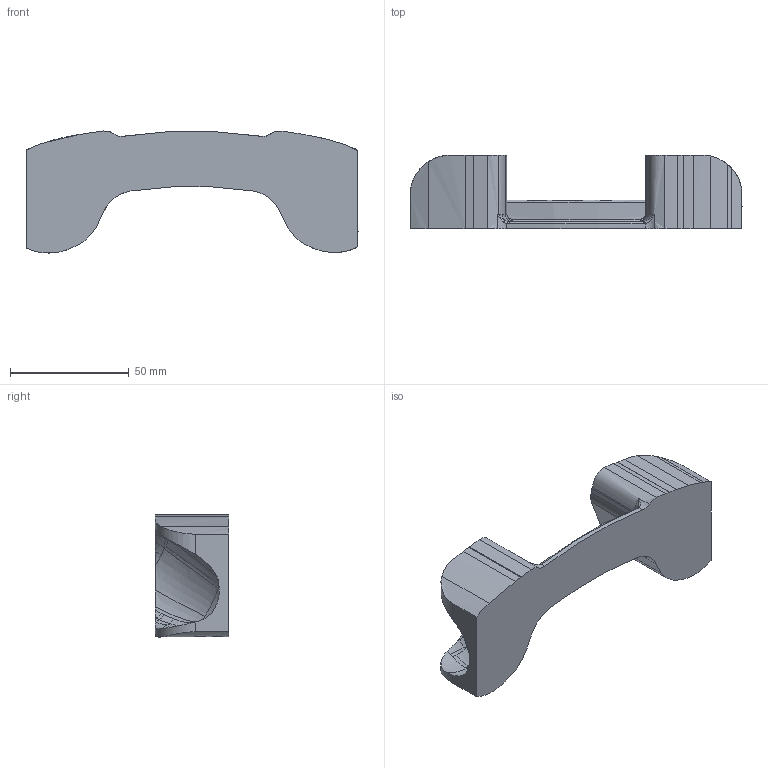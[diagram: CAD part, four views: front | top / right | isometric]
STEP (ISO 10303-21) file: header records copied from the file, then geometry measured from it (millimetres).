
FILE_DESCRIPTION(/* description */ (''),/* implementation_level */ '2;1');
FILE_NAME(/* name */ 'Xbox Controller Stand.step',/* time_stamp */ '2021-01-06T13:11:25-05:00',/* author */ (''),/* organization */ (''),/* preprocessor_version */ 'ST-DEVELOPER v18.1',/* originating_system */ 'Autodesk Translation Framework v9.7.1.1290',/* authorisation */ '');
FILE_SCHEMA (('AUTOMOTIVE_DESIGN { 1 0 10303 214 3 1 1 }'));
Products named in the file (1): Xbox Controller Stand
Bounding box: 139.91 x 31 x 51.44 mm (x, y, z)
Volume: 63615.4 mm3; surface area: 20867.4 mm2
Topology: 1 solids, 1 shells, 280 faces, 888 edges, 610 vertices
Faces by surface type: bspline 248, plane 18, cylinder 8, torus 6
Entity records: 62560 total; most frequent: CARTESIAN_POINT 56868, ORIENTED_EDGE 1768, EDGE_CURVE 884, B_SPLINE_CURVE_WITH_KNOTS 649, VERTEX_POINT 610, DIRECTION 288, EDGE_LOOP 284, FACE_OUTER_BOUND 280
